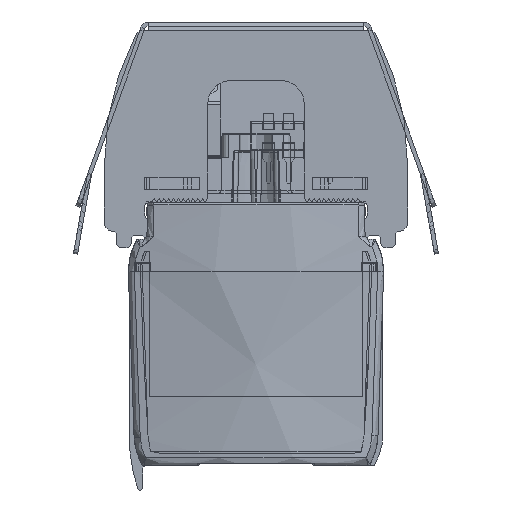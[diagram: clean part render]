
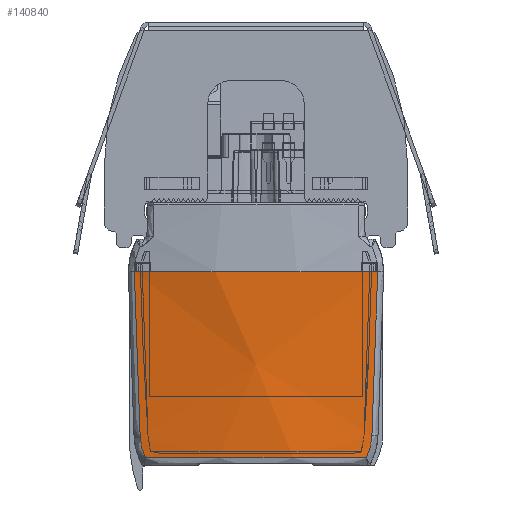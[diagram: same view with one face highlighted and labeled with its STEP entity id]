
A CAD part, front view. The second image highlights one B-rep face of the part: STEP entity #140840.
In plain terms, the highlighted conical face has half-angle 2 degrees and reference radius 59 mm.
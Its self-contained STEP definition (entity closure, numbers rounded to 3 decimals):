
#637=CONICAL_SURFACE('',#151710,59.,0.035);
#1286=B_SPLINE_CURVE_WITH_KNOTS('',3,(#239912,#239913,#239914,#239915,#239916,
#239917,#239918,#239919,#239920,#239921,#239922,#239923,#239924,#239925,
#239926,#239927,#239928,#239929,#239930,#239931,#239932,#239933,#239934,
#239935,#239936,#239937,#239938,#239939,#239940,#239941,#239942),
 .UNSPECIFIED.,.F.,.F.,(4,3,3,3,3,3,3,3,3,3,4),(0.,0.147,0.291,
0.434,0.476,0.5,0.637,0.774,
0.911,0.948,1.),.UNSPECIFIED.);
#1287=B_SPLINE_CURVE_WITH_KNOTS('',3,(#239943,#239944,#239945,#239946),
 .UNSPECIFIED.,.F.,.F.,(4,4),(0.,1.),.UNSPECIFIED.);
#1288=B_SPLINE_CURVE_WITH_KNOTS('',3,(#239948,#239949,#239950,#239951),
 .UNSPECIFIED.,.F.,.F.,(4,4),(0.,1.),.UNSPECIFIED.);
#1289=B_SPLINE_CURVE_WITH_KNOTS('',3,(#239953,#239954,#239955,#239956,#239957,
#239958),.UNSPECIFIED.,.F.,.F.,(4,2,4),(0.,0.5,1.),.UNSPECIFIED.);
#7615=CIRCLE('',#151337,59.);
#7753=CIRCLE('',#151711,58.196);
#14032=FACE_OUTER_BOUND('',#21540,.T.);
#21540=EDGE_LOOP('',(#118516,#118517,#118518,#118519,#118520,#118521));
#63868=VERTEX_POINT('',#236744);
#63869=VERTEX_POINT('',#236759);
#64499=VERTEX_POINT('',#239910);
#64500=VERTEX_POINT('',#239911);
#64501=VERTEX_POINT('',#239947);
#64502=VERTEX_POINT('',#239952);
#82495=EDGE_CURVE('',#63868,#63869,#7615,.T.);
#83343=EDGE_CURVE('',#64499,#64500,#1286,.T.);
#83344=EDGE_CURVE('',#64500,#63869,#1287,.T.);
#83345=EDGE_CURVE('',#63868,#64501,#1288,.T.);
#83346=EDGE_CURVE('',#64501,#64502,#1289,.T.);
#83347=EDGE_CURVE('',#64502,#64499,#7753,.T.);
#118516=ORIENTED_EDGE('',*,*,#83343,.T.);
#118517=ORIENTED_EDGE('',*,*,#83344,.T.);
#118518=ORIENTED_EDGE('',*,*,#82495,.F.);
#118519=ORIENTED_EDGE('',*,*,#83345,.T.);
#118520=ORIENTED_EDGE('',*,*,#83346,.T.);
#118521=ORIENTED_EDGE('',*,*,#83347,.T.);
#140840=ADVANCED_FACE('',(#14032),#637,.T.);
#151337=AXIS2_PLACEMENT_3D('',#236760,#182145,#182146);
#151710=AXIS2_PLACEMENT_3D('',#239909,#183500,#183501);
#151711=AXIS2_PLACEMENT_3D('',#239959,#183502,#183503);
#182145=DIRECTION('center_axis',(0.,0.,1.));
#182146=DIRECTION('ref_axis',(0.,-1.,0.));
#183500=DIRECTION('center_axis',(0.,0.,1.));
#183501=DIRECTION('ref_axis',(0.,-1.,0.));
#183502=DIRECTION('center_axis',(0.,0.,1.));
#183503=DIRECTION('ref_axis',(-1.,0.,0.));
#236744=CARTESIAN_POINT('',(-15.055,-1395.425,-8.5));
#236759=CARTESIAN_POINT('',(15.055,-1395.425,-8.5));
#236760=CARTESIAN_POINT('Origin',(0.,-1338.378,-8.5));
#239909=CARTESIAN_POINT('Origin',(0.,-1338.378,-8.5));
#239910=CARTESIAN_POINT('',(13.656,-1394.949,-31.535));
#239911=CARTESIAN_POINT('',(14.338,-1394.879,-28.779));
#239912=CARTESIAN_POINT('Ctrl Pts',(13.656,-1394.949,
-31.535));
#239913=CARTESIAN_POINT('Ctrl Pts',(13.717,-1394.938,
-31.408));
#239914=CARTESIAN_POINT('Ctrl Pts',(13.774,-1394.929,
-31.28));
#239915=CARTESIAN_POINT('Ctrl Pts',(13.827,-1394.921,
-31.15));
#239916=CARTESIAN_POINT('Ctrl Pts',(13.879,-1394.913,
-31.023));
#239917=CARTESIAN_POINT('Ctrl Pts',(13.927,-1394.905,
-30.895));
#239918=CARTESIAN_POINT('Ctrl Pts',(13.972,-1394.899,
-30.765));
#239919=CARTESIAN_POINT('Ctrl Pts',(14.016,-1394.893,
-30.636));
#239920=CARTESIAN_POINT('Ctrl Pts',(14.056,-1394.887,
-30.505));
#239921=CARTESIAN_POINT('Ctrl Pts',(14.093,-1394.883,
-30.373));
#239922=CARTESIAN_POINT('Ctrl Pts',(14.103,-1394.882,-30.334));
#239923=CARTESIAN_POINT('Ctrl Pts',(14.114,-1394.881,
-30.295));
#239924=CARTESIAN_POINT('Ctrl Pts',(14.124,-1394.879,
-30.256));
#239925=CARTESIAN_POINT('Ctrl Pts',(14.13,-1394.879,
-30.234));
#239926=CARTESIAN_POINT('Ctrl Pts',(14.135,-1394.878,
-30.212));
#239927=CARTESIAN_POINT('Ctrl Pts',(14.141,-1394.878,-30.19));
#239928=CARTESIAN_POINT('Ctrl Pts',(14.172,-1394.874,
-30.063));
#239929=CARTESIAN_POINT('Ctrl Pts',(14.2,-1394.872,
-29.935));
#239930=CARTESIAN_POINT('Ctrl Pts',(14.224,-1394.871,
-29.807));
#239931=CARTESIAN_POINT('Ctrl Pts',(14.248,-1394.869,
-29.679));
#239932=CARTESIAN_POINT('Ctrl Pts',(14.269,-1394.869,
-29.55));
#239933=CARTESIAN_POINT('Ctrl Pts',(14.285,-1394.869,-29.42));
#239934=CARTESIAN_POINT('Ctrl Pts',(14.302,-1394.869,
-29.291));
#239935=CARTESIAN_POINT('Ctrl Pts',(14.315,-1394.871,
-29.162));
#239936=CARTESIAN_POINT('Ctrl Pts',(14.325,-1394.873,-29.032));
#239937=CARTESIAN_POINT('Ctrl Pts',(14.327,-1394.874,
-28.997));
#239938=CARTESIAN_POINT('Ctrl Pts',(14.329,-1394.874,
-28.961));
#239939=CARTESIAN_POINT('Ctrl Pts',(14.331,-1394.875,
-28.926));
#239940=CARTESIAN_POINT('Ctrl Pts',(14.334,-1394.876,
-28.877));
#239941=CARTESIAN_POINT('Ctrl Pts',(14.337,-1394.877,
-28.828));
#239942=CARTESIAN_POINT('Ctrl Pts',(14.338,-1394.879,
-28.779));
#239943=CARTESIAN_POINT('Ctrl Pts',(14.338,-1394.879,
-28.779));
#239944=CARTESIAN_POINT('Ctrl Pts',(14.576,-1395.06,
-22.062));
#239945=CARTESIAN_POINT('Ctrl Pts',(14.815,-1395.242,
-15.302));
#239946=CARTESIAN_POINT('Ctrl Pts',(15.055,-1395.425,
-8.5));
#239947=CARTESIAN_POINT('',(-14.329,-1394.872,-29.04));
#239948=CARTESIAN_POINT('Ctrl Pts',(-15.055,-1395.425,
-8.5));
#239949=CARTESIAN_POINT('Ctrl Pts',(-14.812,-1395.24,
-15.39));
#239950=CARTESIAN_POINT('Ctrl Pts',(-14.57,-1395.056,
-22.237));
#239951=CARTESIAN_POINT('Ctrl Pts',(-14.329,-1394.872,
-29.04));
#239952=CARTESIAN_POINT('',(-13.661,-1394.947,-31.535));
#239953=CARTESIAN_POINT('Ctrl Pts',(-14.329,-1394.872,
-29.04));
#239954=CARTESIAN_POINT('Ctrl Pts',(-14.297,-1394.864,
-29.472));
#239955=CARTESIAN_POINT('Ctrl Pts',(-14.226,-1394.867,
-29.896));
#239956=CARTESIAN_POINT('Ctrl Pts',(-14.001,-1394.893,
-30.736));
#239957=CARTESIAN_POINT('Ctrl Pts',(-13.85,-1394.916,
-31.142));
#239958=CARTESIAN_POINT('Ctrl Pts',(-13.661,-1394.947,
-31.535));
#239959=CARTESIAN_POINT('Origin',(0.,-1338.378,-31.535));
